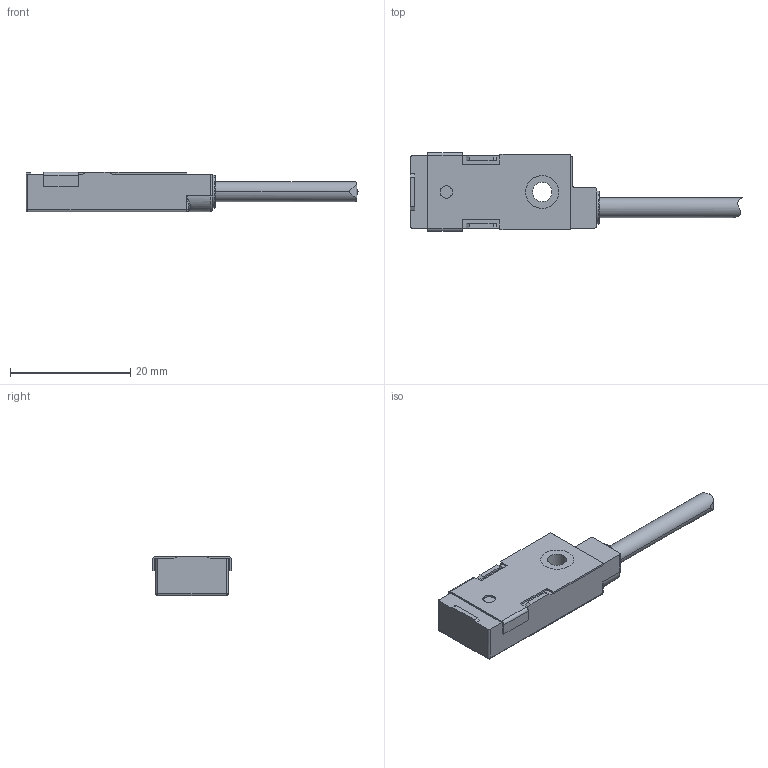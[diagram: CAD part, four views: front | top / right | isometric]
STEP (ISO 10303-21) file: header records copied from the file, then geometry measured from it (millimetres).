
FILE_DESCRIPTION (( 'STEP AP214' ), '1' );
FILE_NAME ('DW-AD-61X-C12P.STEP', '2022-12-01T16:09:54', ( '' ), ( '' ), 'SwSTEP 2.0', 'SolidWorks 2021', '' );
FILE_SCHEMA (( 'AUTOMOTIVE_DESIGN' ));
Length unit declared in the file: inch
Products named in the file (1): DW-AD-61X-C12P
Bounding box: 55.22 x 13.09 x 6.5 mm (x, y, z)
Volume: 2346.3 mm3; surface area: 2133.7 mm2
Topology: 2 solids, 2 shells, 112 faces, 287 edges, 181 vertices
Faces by surface type: plane 56, cylinder 31, bspline 15, cone 10
Full cylindrical faces by diameter (mm): 2.05 x1, 3.2 x1, 5.499 x1, 5.512 x1
Entity records: 5655 total; most frequent: CARTESIAN_POINT 1527, ORIENTED_EDGE 558, DIRECTION 510, EDGE_CURVE 279, VERTEX_POINT 181, LINE 174, VECTOR 174, AXIS2_PLACEMENT_3D 168
